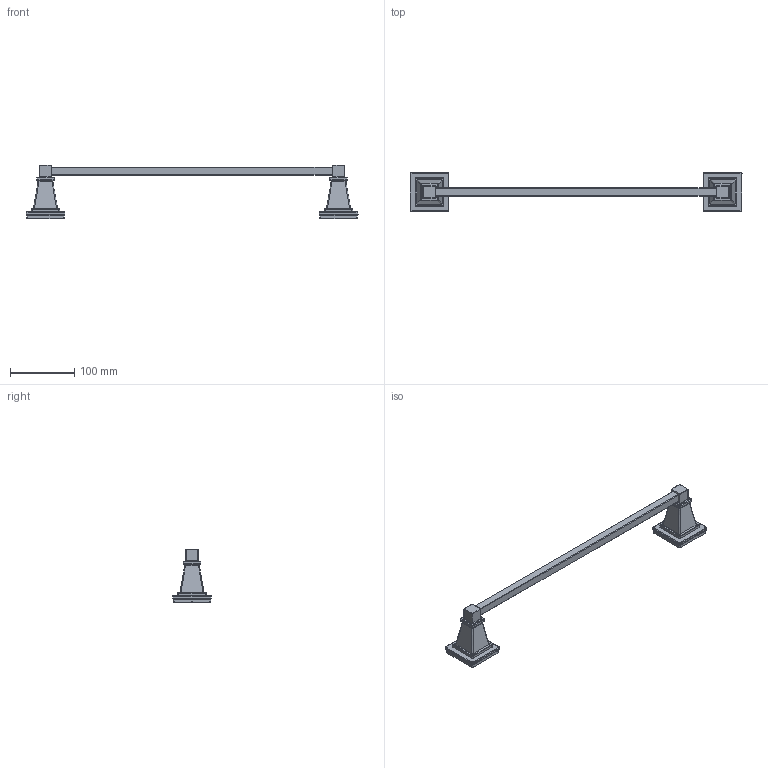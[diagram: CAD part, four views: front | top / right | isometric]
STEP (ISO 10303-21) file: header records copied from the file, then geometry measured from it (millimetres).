
FILE_DESCRIPTION((''),'2;1');
FILE_NAME('43-01','2016-11-15T',('vinay.hs'),(''),'PRO/ENGINEER BY PARAMETRIC TECHNOLOGY CORPORATION, 2014000','PRO/ENGINEER BY PARAMETRIC TECHNOLOGY CORPORATION, 2014000','');
FILE_SCHEMA(('CONFIG_CONTROL_DESIGN'));
Length unit declared in the file: inch
Products named in the file (1): 43-01
Bounding box: 517.91 x 60.71 x 84.2 mm (x, y, z)
Surface area: 71143.3 mm2 (no closed solid volume)
Topology: 0 solids, 0 shells, 336 faces, 1512 edges, 1490 vertices
Faces by surface type: bspline 306, torus 22, sphere 8
Entity records: 31015 total; most frequent: CARTESIAN_POINT 18562, DIRECTION 1874, TRIMMED_CURVE 1490, DEFINITIONAL_REPRESENTATION 1460, PCURVE 1460, COMPOSITE_CURVE_SEGMENT 1460, VECTOR 1166, LINE 1166
